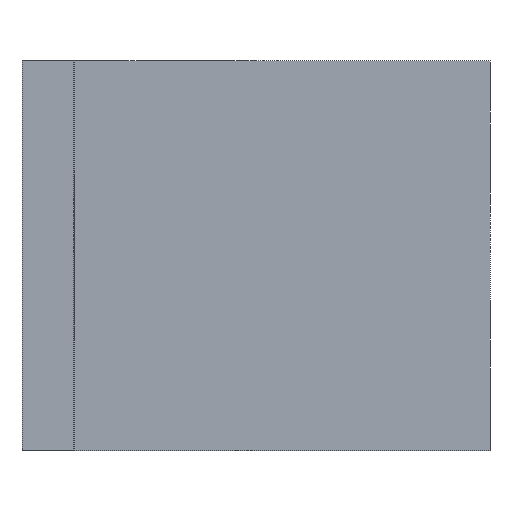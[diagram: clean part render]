
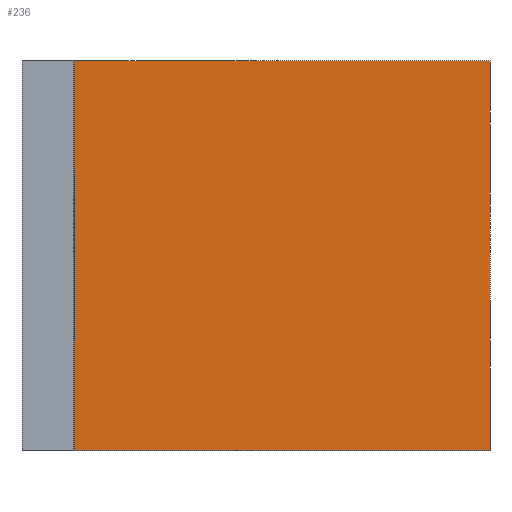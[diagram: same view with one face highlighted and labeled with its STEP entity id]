
A CAD part, left-side view. The second image highlights one B-rep face of the part: STEP entity #236.
In plain terms, the highlighted planar face has unit normal (-1, 0, 0).
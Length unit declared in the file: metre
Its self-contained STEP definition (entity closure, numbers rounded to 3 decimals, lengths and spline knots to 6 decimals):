
#16=LINE('',#351,#40);
#19=LINE('',#357,#43);
#20=LINE('',#359,#44);
#21=LINE('',#361,#45);
#40=VECTOR('',#287,1.);
#43=VECTOR('',#292,1.);
#44=VECTOR('',#293,1.);
#45=VECTOR('',#294,1.);
#68=ORIENTED_EDGE('',*,*,#128,.T.);
#69=ORIENTED_EDGE('',*,*,#129,.F.);
#70=ORIENTED_EDGE('',*,*,#130,.F.);
#71=ORIENTED_EDGE('',*,*,#125,.T.);
#125=EDGE_CURVE('',#156,#154,#16,.T.);
#128=EDGE_CURVE('',#154,#158,#19,.T.);
#129=EDGE_CURVE('',#159,#158,#20,.T.);
#130=EDGE_CURVE('',#156,#159,#21,.T.);
#154=VERTEX_POINT('',#349);
#156=VERTEX_POINT('',#352);
#158=VERTEX_POINT('',#358);
#159=VERTEX_POINT('',#360);
#183=EDGE_LOOP('',(#68,#69,#70,#71));
#205=FACE_BOUND('',#183,.T.);
#226=PLANE('',#263);
#236=ADVANCED_FACE('',(#205),#226,.F.);
#263=AXIS2_PLACEMENT_3D('',#356,#290,#291);
#287=DIRECTION('',(0.,0.,-1.));
#290=DIRECTION('',(1.,0.,0.));
#291=DIRECTION('',(0.,1.,0.));
#292=DIRECTION('',(0.,-1.,0.));
#293=DIRECTION('',(0.,0.,-1.));
#294=DIRECTION('',(0.,-1.,0.));
#349=CARTESIAN_POINT('',(0.005,-0.001,0.));
#351=CARTESIAN_POINT('',(0.005,-0.001,0.015));
#352=CARTESIAN_POINT('',(0.005,-0.001,0.015));
#356=CARTESIAN_POINT('',(0.005,-0.009,0.015));
#357=CARTESIAN_POINT('',(0.005,-0.009,0.));
#358=CARTESIAN_POINT('',(0.005,-0.017,0.));
#359=CARTESIAN_POINT('',(0.005,-0.017,0.015));
#360=CARTESIAN_POINT('',(0.005,-0.017,0.015));
#361=CARTESIAN_POINT('',(0.005,-0.009,0.015));
